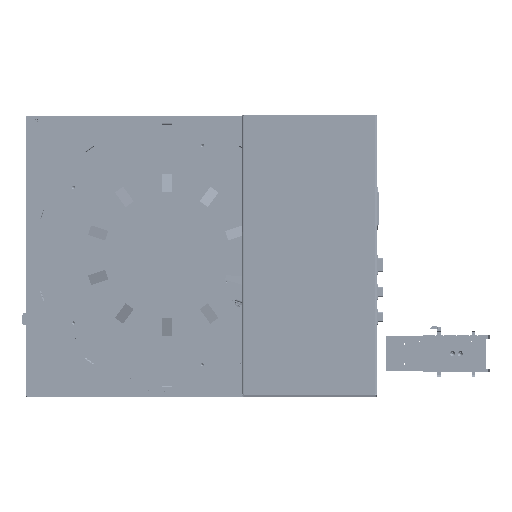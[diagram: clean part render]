
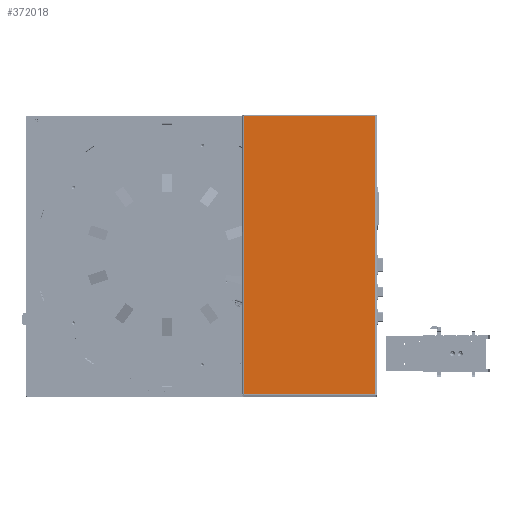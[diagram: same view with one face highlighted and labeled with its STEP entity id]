
A CAD part, top view. The second image highlights one B-rep face of the part: STEP entity #372018.
In plain terms, the highlighted planar face has unit normal (0, 0, 1).
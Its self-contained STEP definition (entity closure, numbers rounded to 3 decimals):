
#40914 = ORIENTED_EDGE ( 'NONE', *, *, #233652, .F. ) ;
#53649 = VERTEX_POINT ( 'NONE', #147305 ) ;
#60678 = EDGE_LOOP ( 'NONE', ( #303912, #80788, #40914, #231613 ) ) ;
#66698 = LINE ( 'NONE', #342856, #307039 ) ;
#72316 = DIRECTION ( 'NONE',  ( -1., 0., 0. ) ) ;
#80788 = ORIENTED_EDGE ( 'NONE', *, *, #233728, .F. ) ;
#84812 = CARTESIAN_POINT ( 'NONE',  ( -17.32, -340.648, 1170. ) ) ;
#99293 = LINE ( 'NONE', #265519, #332744 ) ;
#134046 = DIRECTION ( 'NONE',  ( -1., 0., 0. ) ) ;
#138065 = VERTEX_POINT ( 'NONE', #84812 ) ;
#147305 = CARTESIAN_POINT ( 'NONE',  ( -279.32, -340.648, 1170. ) ) ;
#174374 = DIRECTION ( 'NONE',  ( 0., -1., 0. ) ) ;
#175336 = VERTEX_POINT ( 'NONE', #178750 ) ;
#178750 = CARTESIAN_POINT ( 'NONE',  ( -279.32, 213.938, 1170. ) ) ;
#194100 = FACE_OUTER_BOUND ( 'NONE', #60678, .T. ) ;
#202479 = DIRECTION ( 'NONE',  ( 0., -1., 0. ) ) ;
#225509 = DIRECTION ( 'NONE',  ( 1., 0., 0. ) ) ;
#231613 = ORIENTED_EDGE ( 'NONE', *, *, #277643, .T. ) ;
#233652 = EDGE_CURVE ( 'NONE', #240753, #138065, #66698, .T. ) ;
#233728 = EDGE_CURVE ( 'NONE', #138065, #53649, #441889, .T. ) ;
#240753 = VERTEX_POINT ( 'NONE', #396403 ) ;
#242968 = LINE ( 'NONE', #348494, #276991 ) ;
#265519 = CARTESIAN_POINT ( 'NONE',  ( -279.32, 213.938, 1170. ) ) ;
#276991 = VECTOR ( 'NONE', #72316, 1000. ) ;
#277643 = EDGE_CURVE ( 'NONE', #240753, #175336, #242968, .T. ) ;
#286885 = EDGE_CURVE ( 'NONE', #175336, #53649, #99293, .T. ) ;
#295288 = CARTESIAN_POINT ( 'NONE',  ( -15.32, -63.355, 1170. ) ) ;
#303912 = ORIENTED_EDGE ( 'NONE', *, *, #286885, .T. ) ;
#307039 = VECTOR ( 'NONE', #174374, 1000. ) ;
#328805 = VECTOR ( 'NONE', #134046, 1000. ) ;
#332744 = VECTOR ( 'NONE', #202479, 1000. ) ;
#342856 = CARTESIAN_POINT ( 'NONE',  ( -17.32, -343.355, 1170. ) ) ;
#348494 = CARTESIAN_POINT ( 'NONE',  ( -15.32, 213.938, 1170. ) ) ;
#364966 = PLANE ( 'NONE',  #437030 ) ;
#372018 = ADVANCED_FACE ( 'NONE', ( #194100 ), #364966, .F. ) ;
#392128 = DIRECTION ( 'NONE',  ( 0., 0., -1. ) ) ;
#396403 = CARTESIAN_POINT ( 'NONE',  ( -17.32, 213.938, 1170. ) ) ;
#412675 = CARTESIAN_POINT ( 'NONE',  ( -15.32, -340.648, 1170. ) ) ;
#437030 = AXIS2_PLACEMENT_3D ( 'NONE', #295288, #392128, #225509 ) ;
#441889 = LINE ( 'NONE', #412675, #328805 ) ;
